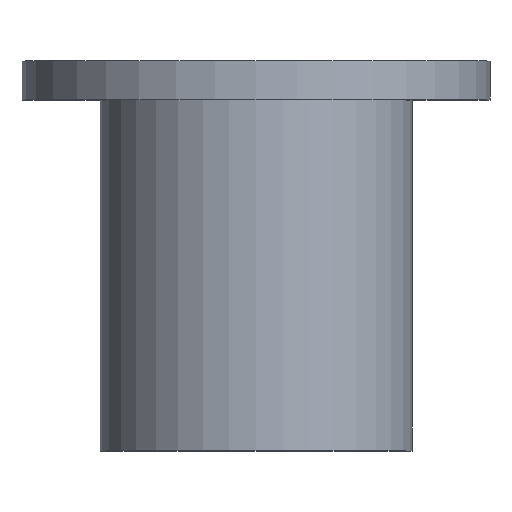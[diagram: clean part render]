
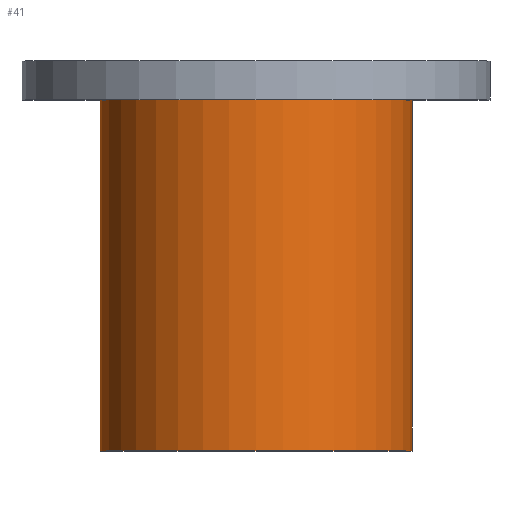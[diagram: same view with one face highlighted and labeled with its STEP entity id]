
A CAD part, top view. The second image highlights one B-rep face of the part: STEP entity #41.
In plain terms, the highlighted cylindrical face has radius 2 mm (diameter 4 mm), a full revolution.
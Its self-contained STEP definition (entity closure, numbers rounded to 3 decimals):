
#41=ADVANCED_FACE('',(#81,#82),#83,.T.);
#81=FACE_OUTER_BOUND('',#115,.T.);
#82=FACE_OUTER_BOUND('',#116,.T.);
#83=CYLINDRICAL_SURFACE('',#117,2.0);
#115=EDGE_LOOP('',(#153));
#116=EDGE_LOOP('',(#154));
#117=AXIS2_PLACEMENT_3D('',#155,#156,#157);
#153=ORIENTED_EDGE('',*,*,#174,.F.);
#154=ORIENTED_EDGE('',*,*,#176,.T.);
#155=CARTESIAN_POINT('',(36.478,-22.211,-54.0));
#156=DIRECTION('',(0.0,-1.0,0.0));
#157=DIRECTION('',(0.0,0.0,1.0));
#174=EDGE_CURVE('',#191,#191,#192,.T.);
#176=EDGE_CURVE('',#194,#194,#195,.T.);
#191=VERTEX_POINT('',#210);
#192=CIRCLE('',#211,2.0);
#194=VERTEX_POINT('',#213);
#195=CIRCLE('',#214,2.0);
#210=CARTESIAN_POINT('',(36.478,-5.0,-52.0));
#211=AXIS2_PLACEMENT_3D('',#228,#229,#230);
#213=CARTESIAN_POINT('',(36.478,-0.5,-52.0));
#214=AXIS2_PLACEMENT_3D('',#231,#232,#233);
#228=CARTESIAN_POINT('',(36.478,-5.0,-54.0));
#229=DIRECTION('',(0.0,-1.0,0.0));
#230=DIRECTION('',(0.0,0.0,1.0));
#231=CARTESIAN_POINT('',(36.478,-0.5,-54.0));
#232=DIRECTION('',(0.0,-1.0,0.0));
#233=DIRECTION('',(0.0,0.0,1.0));
